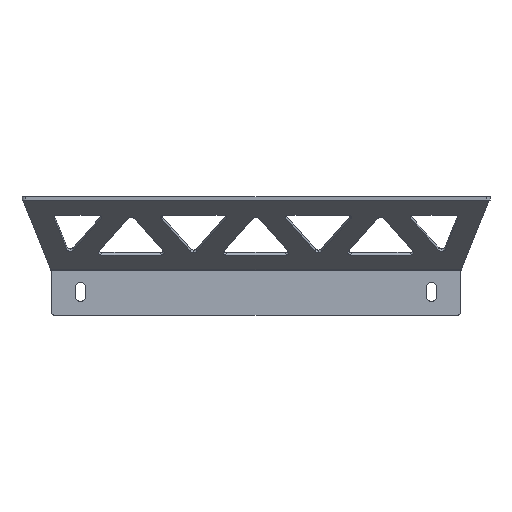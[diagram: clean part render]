
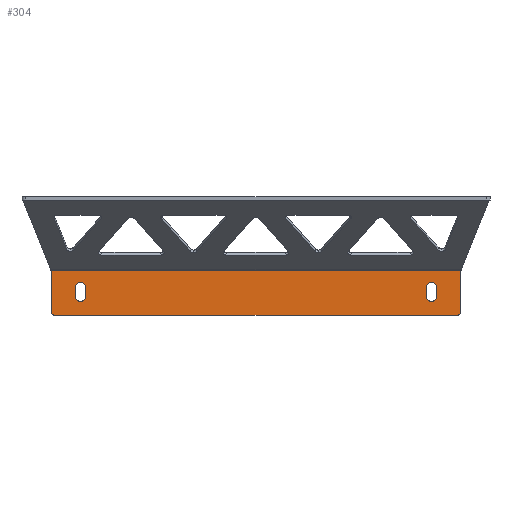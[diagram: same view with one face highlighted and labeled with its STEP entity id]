
A CAD part, front view. The second image highlights one B-rep face of the part: STEP entity #304.
In plain terms, the highlighted planar face has unit normal (0, -1, 0).
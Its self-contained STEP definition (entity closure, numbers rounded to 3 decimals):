
#14 = ORIENTED_EDGE ( 'NONE', *, *, #3344, .T. ) ;
#31 = VECTOR ( 'NONE', #2288, 1000. ) ;
#37 = EDGE_CURVE ( 'NONE', #2091, #831, #996, .T. ) ;
#69 = CARTESIAN_POINT ( 'NONE',  ( 375., -3., 38.107 ) ) ;
#95 = ORIENTED_EDGE ( 'NONE', *, *, #187, .T. ) ;
#110 = VERTEX_POINT ( 'NONE', #2538 ) ;
#112 = ORIENTED_EDGE ( 'NONE', *, *, #37, .T. ) ;
#121 = EDGE_CURVE ( 'NONE', #1515, #2041, #930, .T. ) ;
#130 = AXIS2_PLACEMENT_3D ( 'NONE', #422, #2310, #751 ) ;
#131 = ORIENTED_EDGE ( 'NONE', *, *, #121, .F. ) ;
#134 = CARTESIAN_POINT ( 'NONE',  ( 400., -3., 38.107 ) ) ;
#187 = EDGE_CURVE ( 'NONE', #2982, #2509, #517, .T. ) ;
#188 = ORIENTED_EDGE ( 'NONE', *, *, #2754, .T. ) ;
#199 = EDGE_LOOP ( 'NONE', ( #3151, #320, #131, #2197, #95, #3098 ) ) ;
#209 = DIRECTION ( 'NONE',  ( 0., 0., -1. ) ) ;
#214 = VECTOR ( 'NONE', #1906, 1000. ) ;
#223 = CARTESIAN_POINT ( 'NONE',  ( 45.75, -3., 24. ) ) ;
#226 = ORIENTED_EDGE ( 'NONE', *, *, #863, .T. ) ;
#239 = EDGE_CURVE ( 'NONE', #110, #2190, #827, .T. ) ;
#247 = CIRCLE ( 'NONE', #1780, 3. ) ;
#267 = DIRECTION ( 'NONE',  ( 0., 1., 0. ) ) ;
#304 = ADVANCED_FACE ( 'NONE', ( #3109, #795, #1591 ), #2856, .T. ) ;
#320 = ORIENTED_EDGE ( 'NONE', *, *, #3091, .T. ) ;
#322 = CARTESIAN_POINT ( 'NONE',  ( 375., -3., 3. ) ) ;
#343 = VECTOR ( 'NONE', #2319, 1000. ) ;
#349 = AXIS2_PLACEMENT_3D ( 'NONE', #2345, #3170, #2576 ) ;
#362 = DIRECTION ( 'NONE',  ( 0., 0., -1. ) ) ;
#364 = CARTESIAN_POINT ( 'NONE',  ( 345.75, -3., 24. ) ) ;
#385 = ORIENTED_EDGE ( 'NONE', *, *, #1890, .T. ) ;
#387 = CARTESIAN_POINT ( 'NONE',  ( 350., -3., 24. ) ) ;
#422 = CARTESIAN_POINT ( 'NONE',  ( 28., -3., 3. ) ) ;
#453 = VECTOR ( 'NONE', #2489, 1000. ) ;
#465 = DIRECTION ( 'NONE',  ( 0., 0., 1. ) ) ;
#466 = CARTESIAN_POINT ( 'NONE',  ( 400., -3., 0. ) ) ;
#494 = VERTEX_POINT ( 'NONE', #1982 ) ;
#517 = LINE ( 'NONE', #2838, #1325 ) ;
#521 = ORIENTED_EDGE ( 'NONE', *, *, #1131, .T. ) ;
#528 = VERTEX_POINT ( 'NONE', #927 ) ;
#558 = DIRECTION ( 'NONE',  ( 0., 0., -1. ) ) ;
#591 = VERTEX_POINT ( 'NONE', #1744 ) ;
#596 = ORIENTED_EDGE ( 'NONE', *, *, #2433, .T. ) ;
#599 = CARTESIAN_POINT ( 'NONE',  ( 25., -3., 0. ) ) ;
#619 = DIRECTION ( 'NONE',  ( 0., 1., 0. ) ) ;
#751 = DIRECTION ( 'NONE',  ( 0., 0., -1. ) ) ;
#757 = VERTEX_POINT ( 'NONE', #223 ) ;
#777 = EDGE_CURVE ( 'NONE', #1515, #2982, #247, .T. ) ;
#793 = CARTESIAN_POINT ( 'NONE',  ( 25., -3., 3. ) ) ;
#795 = FACE_BOUND ( 'NONE', #1968, .T. ) ;
#827 = LINE ( 'NONE', #1555, #343 ) ;
#831 = VERTEX_POINT ( 'NONE', #1783 ) ;
#839 = AXIS2_PLACEMENT_3D ( 'NONE', #1945, #619, #1657 ) ;
#863 = EDGE_CURVE ( 'NONE', #831, #1289, #1816, .T. ) ;
#871 = LINE ( 'NONE', #134, #214 ) ;
#878 = CIRCLE ( 'NONE', #2763, 4.25 ) ;
#927 = CARTESIAN_POINT ( 'NONE',  ( 350., -3., 28.25 ) ) ;
#930 = LINE ( 'NONE', #466, #453 ) ;
#996 = CIRCLE ( 'NONE', #2889, 4.25 ) ;
#1073 = LINE ( 'NONE', #599, #2249 ) ;
#1110 = AXIS2_PLACEMENT_3D ( 'NONE', #2117, #3145, #362 ) ;
#1131 = EDGE_CURVE ( 'NONE', #528, #2342, #878, .T. ) ;
#1134 = CARTESIAN_POINT ( 'NONE',  ( 50., -3., 28.25 ) ) ;
#1138 = ORIENTED_EDGE ( 'NONE', *, *, #3272, .T. ) ;
#1183 = DIRECTION ( 'NONE',  ( 0., 0., -1. ) ) ;
#1286 = DIRECTION ( 'NONE',  ( 0., 0., -1. ) ) ;
#1289 = VERTEX_POINT ( 'NONE', #2834 ) ;
#1325 = VECTOR ( 'NONE', #1574, 1000. ) ;
#1382 = EDGE_LOOP ( 'NONE', ( #385, #521, #3081, #14, #2394 ) ) ;
#1429 = VERTEX_POINT ( 'NONE', #793 ) ;
#1443 = DIRECTION ( 'NONE',  ( 0., 1., 0. ) ) ;
#1495 = EDGE_CURVE ( 'NONE', #2342, #494, #2697, .T. ) ;
#1500 = CARTESIAN_POINT ( 'NONE',  ( 25., -3., 38.107 ) ) ;
#1515 = VERTEX_POINT ( 'NONE', #2681 ) ;
#1546 = CARTESIAN_POINT ( 'NONE',  ( 50., -3., 24. ) ) ;
#1555 = CARTESIAN_POINT ( 'NONE',  ( 345.75, -3., 24. ) ) ;
#1574 = DIRECTION ( 'NONE',  ( 0., 0., 1. ) ) ;
#1591 = FACE_OUTER_BOUND ( 'NONE', #199, .T. ) ;
#1657 = DIRECTION ( 'NONE',  ( 0., 0., -1. ) ) ;
#1698 = VERTEX_POINT ( 'NONE', #1500 ) ;
#1744 = CARTESIAN_POINT ( 'NONE',  ( 45.75, -3., 16. ) ) ;
#1763 = LINE ( 'NONE', #2787, #3191 ) ;
#1766 = CARTESIAN_POINT ( 'NONE',  ( 372., -3., 3. ) ) ;
#1780 = AXIS2_PLACEMENT_3D ( 'NONE', #1766, #2789, #209 ) ;
#1783 = CARTESIAN_POINT ( 'NONE',  ( 54.25, -3., 24. ) ) ;
#1798 = EDGE_CURVE ( 'NONE', #2509, #1698, #871, .T. ) ;
#1816 = LINE ( 'NONE', #2539, #31 ) ;
#1822 = AXIS2_PLACEMENT_3D ( 'NONE', #1546, #267, #558 ) ;
#1890 = EDGE_CURVE ( 'NONE', #2190, #528, #2976, .T. ) ;
#1906 = DIRECTION ( 'NONE',  ( -1., 0., 0. ) ) ;
#1916 = CARTESIAN_POINT ( 'NONE',  ( 50., -3., 24. ) ) ;
#1945 = CARTESIAN_POINT ( 'NONE',  ( 50., -3., 16. ) ) ;
#1968 = EDGE_LOOP ( 'NONE', ( #1138, #112, #226, #188, #596 ) ) ;
#1982 = CARTESIAN_POINT ( 'NONE',  ( 354.25, -3., 16. ) ) ;
#1989 = VECTOR ( 'NONE', #2983, 1000. ) ;
#2041 = VERTEX_POINT ( 'NONE', #2944 ) ;
#2091 = VERTEX_POINT ( 'NONE', #1134 ) ;
#2110 = DIRECTION ( 'NONE',  ( 0., 0., 1. ) ) ;
#2117 = CARTESIAN_POINT ( 'NONE',  ( 400., -3., 0. ) ) ;
#2190 = VERTEX_POINT ( 'NONE', #364 ) ;
#2197 = ORIENTED_EDGE ( 'NONE', *, *, #777, .T. ) ;
#2249 = VECTOR ( 'NONE', #2110, 1000. ) ;
#2288 = DIRECTION ( 'NONE',  ( 0., 0., -1. ) ) ;
#2310 = DIRECTION ( 'NONE',  ( 0., -1., 0. ) ) ;
#2319 = DIRECTION ( 'NONE',  ( 0., 0., 1. ) ) ;
#2342 = VERTEX_POINT ( 'NONE', #3299 ) ;
#2345 = CARTESIAN_POINT ( 'NONE',  ( 350., -3., 16. ) ) ;
#2394 = ORIENTED_EDGE ( 'NONE', *, *, #239, .T. ) ;
#2433 = EDGE_CURVE ( 'NONE', #591, #757, #1763, .T. ) ;
#2489 = DIRECTION ( 'NONE',  ( -1., 0., 0. ) ) ;
#2509 = VERTEX_POINT ( 'NONE', #69 ) ;
#2538 = CARTESIAN_POINT ( 'NONE',  ( 345.75, -3., 16. ) ) ;
#2539 = CARTESIAN_POINT ( 'NONE',  ( 54.25, -3., 24. ) ) ;
#2576 = DIRECTION ( 'NONE',  ( 0., 0., -1. ) ) ;
#2681 = CARTESIAN_POINT ( 'NONE',  ( 372., -3., 0. ) ) ;
#2685 = CARTESIAN_POINT ( 'NONE',  ( 350., -3., 24. ) ) ;
#2697 = LINE ( 'NONE', #2967, #1989 ) ;
#2754 = EDGE_CURVE ( 'NONE', #1289, #591, #2835, .T. ) ;
#2763 = AXIS2_PLACEMENT_3D ( 'NONE', #2685, #3199, #1183 ) ;
#2783 = CIRCLE ( 'NONE', #130, 3. ) ;
#2787 = CARTESIAN_POINT ( 'NONE',  ( 45.75, -3., 24. ) ) ;
#2789 = DIRECTION ( 'NONE',  ( 0., -1., 0. ) ) ;
#2834 = CARTESIAN_POINT ( 'NONE',  ( 54.25, -3., 16. ) ) ;
#2835 = CIRCLE ( 'NONE', #839, 4.25 ) ;
#2837 = CIRCLE ( 'NONE', #1822, 4.25 ) ;
#2838 = CARTESIAN_POINT ( 'NONE',  ( 375., -3., 0. ) ) ;
#2856 = PLANE ( 'NONE',  #1110 ) ;
#2889 = AXIS2_PLACEMENT_3D ( 'NONE', #1916, #1443, #3237 ) ;
#2944 = CARTESIAN_POINT ( 'NONE',  ( 28., -3., 0. ) ) ;
#2958 = EDGE_CURVE ( 'NONE', #1429, #1698, #1073, .T. ) ;
#2967 = CARTESIAN_POINT ( 'NONE',  ( 354.25, -3., 24. ) ) ;
#2976 = CIRCLE ( 'NONE', #3308, 4.25 ) ;
#2982 = VERTEX_POINT ( 'NONE', #322 ) ;
#2983 = DIRECTION ( 'NONE',  ( 0., 0., -1. ) ) ;
#3081 = ORIENTED_EDGE ( 'NONE', *, *, #1495, .T. ) ;
#3091 = EDGE_CURVE ( 'NONE', #1429, #2041, #2783, .T. ) ;
#3094 = DIRECTION ( 'NONE',  ( 0., 1., 0. ) ) ;
#3098 = ORIENTED_EDGE ( 'NONE', *, *, #1798, .T. ) ;
#3108 = CIRCLE ( 'NONE', #349, 4.25 ) ;
#3109 = FACE_BOUND ( 'NONE', #1382, .T. ) ;
#3145 = DIRECTION ( 'NONE',  ( 0., -1., 0. ) ) ;
#3151 = ORIENTED_EDGE ( 'NONE', *, *, #2958, .F. ) ;
#3170 = DIRECTION ( 'NONE',  ( 0., 1., 0. ) ) ;
#3191 = VECTOR ( 'NONE', #465, 1000. ) ;
#3199 = DIRECTION ( 'NONE',  ( 0., 1., 0. ) ) ;
#3237 = DIRECTION ( 'NONE',  ( 0., 0., -1. ) ) ;
#3272 = EDGE_CURVE ( 'NONE', #757, #2091, #2837, .T. ) ;
#3299 = CARTESIAN_POINT ( 'NONE',  ( 354.25, -3., 24. ) ) ;
#3308 = AXIS2_PLACEMENT_3D ( 'NONE', #387, #3094, #1286 ) ;
#3344 = EDGE_CURVE ( 'NONE', #494, #110, #3108, .T. ) ;
